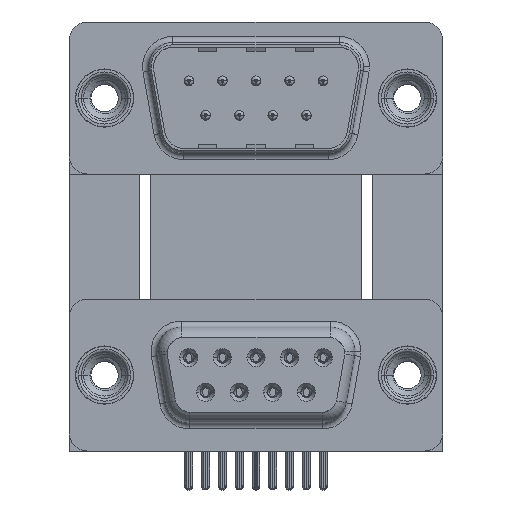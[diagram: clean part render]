
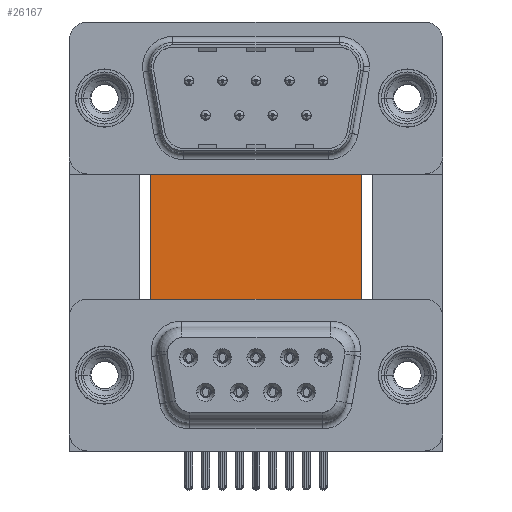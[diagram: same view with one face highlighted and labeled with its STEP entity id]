
A CAD part, top view. The second image highlights one B-rep face of the part: STEP entity #26167.
In plain terms, the highlighted planar face has unit normal (0, 0, 1).
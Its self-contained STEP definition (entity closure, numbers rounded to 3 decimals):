
#340 = VERTEX_POINT ( 'NONE', #20367 ) ;
#424 = CARTESIAN_POINT ( 'NONE',  ( 2.9, -4.635, -12. ) ) ;
#1244 = LINE ( 'NONE', #12335, #36376 ) ;
#1250 = ORIENTED_EDGE ( 'NONE', *, *, #12375, .T. ) ;
#1896 = VERTEX_POINT ( 'NONE', #32773 ) ;
#2310 = VERTEX_POINT ( 'NONE', #18615 ) ;
#2963 = VECTOR ( 'NONE', #22618, 1000. ) ;
#3230 = DIRECTION ( 'NONE',  ( 1., 0., 0. ) ) ;
#4525 = CARTESIAN_POINT ( 'NONE',  ( 22.09, -4.635, -12. ) ) ;
#4913 = LINE ( 'NONE', #22246, #2963 ) ;
#5168 = VERTEX_POINT ( 'NONE', #27536 ) ;
#5249 = CARTESIAN_POINT ( 'NONE',  ( 21.2, 16.585, -12. ) ) ;
#5557 = ORIENTED_EDGE ( 'NONE', *, *, #23019, .T. ) ;
#5810 = VECTOR ( 'NONE', #31888, 1000. ) ;
#6087 = ORIENTED_EDGE ( 'NONE', *, *, #24238, .T. ) ;
#6784 = FACE_OUTER_BOUND ( 'NONE', #27511, .T. ) ;
#6838 = CARTESIAN_POINT ( 'NONE',  ( 3.79, -0.735, -12. ) ) ;
#7028 = DIRECTION ( 'NONE',  ( -0.336, -0.942, 0. ) ) ;
#7145 = PLANE ( 'NONE',  #15284 ) ;
#8386 = EDGE_CURVE ( 'NONE', #11456, #19927, #4913, .T. ) ;
#8592 = VECTOR ( 'NONE', #31322, 1000. ) ;
#8852 = CARTESIAN_POINT ( 'NONE',  ( 3.79, -3.735, -12. ) ) ;
#9185 = LINE ( 'NONE', #12389, #22185 ) ;
#9493 = ORIENTED_EDGE ( 'NONE', *, *, #28916, .F. ) ;
#10840 = ORIENTED_EDGE ( 'NONE', *, *, #28554, .T. ) ;
#11007 = VERTEX_POINT ( 'NONE', #11774 ) ;
#11150 = LINE ( 'NONE', #20381, #8592 ) ;
#11456 = VERTEX_POINT ( 'NONE', #29676 ) ;
#11704 = VERTEX_POINT ( 'NONE', #15484 ) ;
#11774 = CARTESIAN_POINT ( 'NONE',  ( 22.09, -3.735, -12. ) ) ;
#12335 = CARTESIAN_POINT ( 'NONE',  ( 3.79, 16.585, -12. ) ) ;
#12375 = EDGE_CURVE ( 'NONE', #5168, #27368, #1244, .T. ) ;
#12389 = CARTESIAN_POINT ( 'NONE',  ( 3.79, 16.585, -12. ) ) ;
#12800 = CARTESIAN_POINT ( 'NONE',  ( 3.79, 16.585, -12. ) ) ;
#13396 = VERTEX_POINT ( 'NONE', #5249 ) ;
#14008 = EDGE_CURVE ( 'NONE', #340, #11007, #34481, .T. ) ;
#14183 = LINE ( 'NONE', #424, #21275 ) ;
#14315 = VECTOR ( 'NONE', #21482, 1000. ) ;
#14543 = LINE ( 'NONE', #34302, #23227 ) ;
#14854 = DIRECTION ( 'NONE',  ( 1., 0., 0. ) ) ;
#15284 = AXIS2_PLACEMENT_3D ( 'NONE', #12800, #35756, #20908 ) ;
#15358 = DIRECTION ( 'NONE',  ( 0., -1., 0. ) ) ;
#15484 = CARTESIAN_POINT ( 'NONE',  ( 2.9, -4.635, -12. ) ) ;
#15497 = ORIENTED_EDGE ( 'NONE', *, *, #14008, .T. ) ;
#16178 = EDGE_CURVE ( 'NONE', #11007, #1896, #18335, .T. ) ;
#17809 = EDGE_CURVE ( 'NONE', #1896, #11456, #18851, .T. ) ;
#17967 = CARTESIAN_POINT ( 'NONE',  ( 2.4, -4.635, -12. ) ) ;
#18335 = LINE ( 'NONE', #26626, #5810 ) ;
#18476 = ORIENTED_EDGE ( 'NONE', *, *, #34462, .F. ) ;
#18615 = CARTESIAN_POINT ( 'NONE',  ( 2.4, -4.635, -12. ) ) ;
#18851 = LINE ( 'NONE', #4525, #14315 ) ;
#19797 = ORIENTED_EDGE ( 'NONE', *, *, #8386, .T. ) ;
#19835 = DIRECTION ( 'NONE',  ( 0., -1., 0. ) ) ;
#19927 = VERTEX_POINT ( 'NONE', #24037 ) ;
#20367 = CARTESIAN_POINT ( 'NONE',  ( 2.9, -3.735, -12. ) ) ;
#20381 = CARTESIAN_POINT ( 'NONE',  ( 2.9, -3.735, -12. ) ) ;
#20908 = DIRECTION ( 'NONE',  ( -1., 0., 0. ) ) ;
#21275 = VECTOR ( 'NONE', #26232, 1000. ) ;
#21482 = DIRECTION ( 'NONE',  ( 1., 0., 0. ) ) ;
#22185 = VECTOR ( 'NONE', #14854, 1000. ) ;
#22246 = CARTESIAN_POINT ( 'NONE',  ( 22.59, -4.635, -12. ) ) ;
#22618 = DIRECTION ( 'NONE',  ( -0.336, 0.942, 0. ) ) ;
#23019 = EDGE_CURVE ( 'NONE', #11704, #340, #11150, .T. ) ;
#23227 = VECTOR ( 'NONE', #19835, 1000. ) ;
#23617 = LINE ( 'NONE', #17967, #25018 ) ;
#24037 = CARTESIAN_POINT ( 'NONE',  ( 21.2, -0.735, -12. ) ) ;
#24238 = EDGE_CURVE ( 'NONE', #2310, #11704, #14183, .T. ) ;
#25018 = VECTOR ( 'NONE', #7028, 1000. ) ;
#25367 = ORIENTED_EDGE ( 'NONE', *, *, #17809, .T. ) ;
#26167 = ADVANCED_FACE ( 'NONE', ( #6784 ), #7145, .F. ) ;
#26232 = DIRECTION ( 'NONE',  ( 1., 0., 0. ) ) ;
#26626 = CARTESIAN_POINT ( 'NONE',  ( 22.09, -3.735, -12. ) ) ;
#27368 = VERTEX_POINT ( 'NONE', #6838 ) ;
#27511 = EDGE_LOOP ( 'NONE', ( #15497, #27870, #25367, #19797, #9493, #18476, #1250, #10840, #6087, #5557 ) ) ;
#27536 = CARTESIAN_POINT ( 'NONE',  ( 3.79, 16.585, -12. ) ) ;
#27870 = ORIENTED_EDGE ( 'NONE', *, *, #16178, .T. ) ;
#28554 = EDGE_CURVE ( 'NONE', #27368, #2310, #23617, .T. ) ;
#28916 = EDGE_CURVE ( 'NONE', #13396, #19927, #14543, .T. ) ;
#29676 = CARTESIAN_POINT ( 'NONE',  ( 22.59, -4.635, -12. ) ) ;
#31322 = DIRECTION ( 'NONE',  ( 0., 1., 0. ) ) ;
#31888 = DIRECTION ( 'NONE',  ( 0., -1., 0. ) ) ;
#32773 = CARTESIAN_POINT ( 'NONE',  ( 22.09, -4.635, -12. ) ) ;
#32856 = VECTOR ( 'NONE', #3230, 1000. ) ;
#34302 = CARTESIAN_POINT ( 'NONE',  ( 21.2, 16.585, -12. ) ) ;
#34462 = EDGE_CURVE ( 'NONE', #5168, #13396, #9185, .T. ) ;
#34481 = LINE ( 'NONE', #8852, #32856 ) ;
#35756 = DIRECTION ( 'NONE',  ( 0., 0., -1. ) ) ;
#36376 = VECTOR ( 'NONE', #15358, 1000. ) ;
